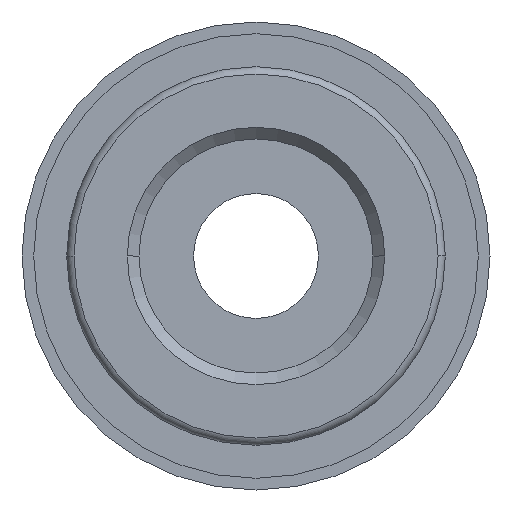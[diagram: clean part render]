
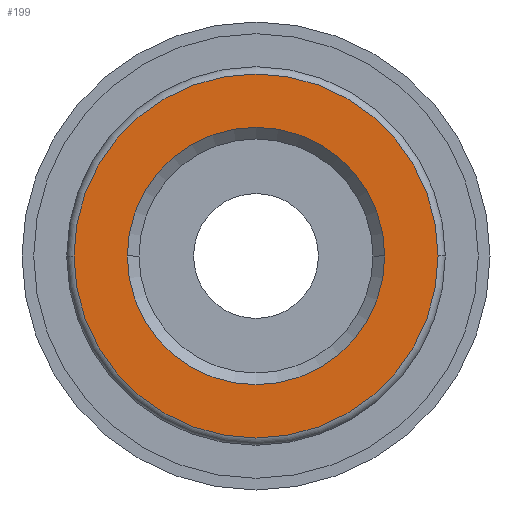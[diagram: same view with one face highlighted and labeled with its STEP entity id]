
A CAD part, front view. The second image highlights one B-rep face of the part: STEP entity #199.
In plain terms, the highlighted planar face has unit normal (0, -1, 0).
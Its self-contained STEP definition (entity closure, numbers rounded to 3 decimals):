
#199=ADVANCED_FACE('',(#412,#413),#414,.T.);
#412=FACE_BOUND('',#629,.T.);
#413=FACE_OUTER_BOUND('',#630,.T.);
#414=PLANE('',#631);
#629=EDGE_LOOP('',(#1104,#1105));
#630=EDGE_LOOP('',(#1106,#1107));
#631=AXIS2_PLACEMENT_3D('',#1108,#1109,#1110);
#1104=ORIENTED_EDGE('',*,*,#1300,.T.);
#1105=ORIENTED_EDGE('',*,*,#1327,.T.);
#1106=ORIENTED_EDGE('',*,*,#1368,.T.);
#1107=ORIENTED_EDGE('',*,*,#1308,.T.);
#1108=CARTESIAN_POINT('',(0.0,0.0,0.0));
#1109=DIRECTION('',(0.0,-1.0,0.0));
#1110=DIRECTION('',(-1.0,0.0,0.0));
#1300=EDGE_CURVE('',#1564,#1562,#1565,.T.);
#1308=EDGE_CURVE('',#1576,#1574,#1577,.T.);
#1327=EDGE_CURVE('',#1562,#1564,#1598,.T.);
#1368=EDGE_CURVE('',#1574,#1576,#1643,.T.);
#1562=VERTEX_POINT('',#1867);
#1564=VERTEX_POINT('',#1870);
#1565=CIRCLE('',#1871,4.95);
#1574=VERTEX_POINT('',#1881);
#1576=VERTEX_POINT('',#1884);
#1577=CIRCLE('',#1885,7.0);
#1598=CIRCLE('',#1911,4.95);
#1643=CIRCLE('',#1964,7.0);
#1867=CARTESIAN_POINT('',(4.95,0.0,0.));
#1870=CARTESIAN_POINT('',(-4.95,0.0,0.));
#1871=AXIS2_PLACEMENT_3D('',#2176,#2177,#2178);
#1881=CARTESIAN_POINT('',(7.0,0.0,0.0));
#1884=CARTESIAN_POINT('',(-7.0,0.0,0.));
#1885=AXIS2_PLACEMENT_3D('',#2190,#2191,#2192);
#1911=AXIS2_PLACEMENT_3D('',#2219,#2220,#2221);
#1964=AXIS2_PLACEMENT_3D('',#2269,#2270,#2271);
#2176=CARTESIAN_POINT('',(0.0,0.0,0.0));
#2177=DIRECTION('',(-0.0,1.0,0.0));
#2178=DIRECTION('',(1.0,0.0,0.0));
#2190=CARTESIAN_POINT('',(0.0,0.0,0.0));
#2191=DIRECTION('',(0.0,-1.0,0.0));
#2192=DIRECTION('',(1.0,0.0,0.0));
#2219=CARTESIAN_POINT('',(0.0,0.0,0.0));
#2220=DIRECTION('',(-0.0,1.0,0.0));
#2221=DIRECTION('',(1.0,0.0,0.0));
#2269=CARTESIAN_POINT('',(0.0,0.0,0.0));
#2270=DIRECTION('',(0.0,-1.0,0.0));
#2271=DIRECTION('',(1.0,0.0,0.0));
